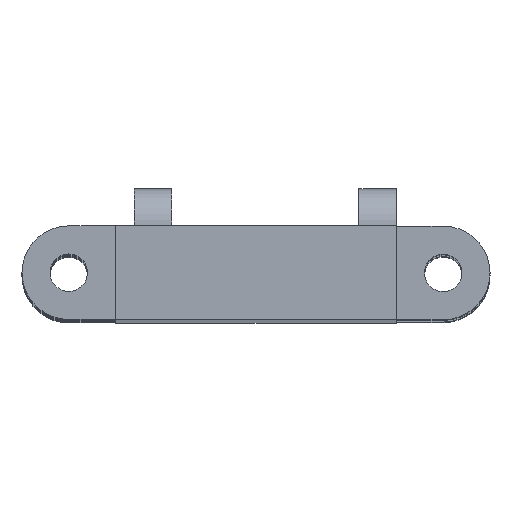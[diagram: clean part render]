
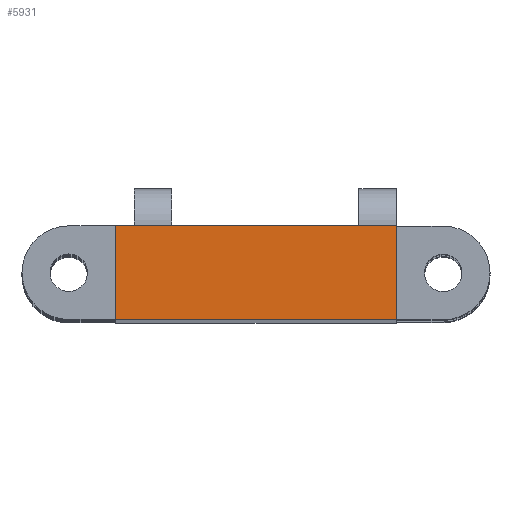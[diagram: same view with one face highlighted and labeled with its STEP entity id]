
A CAD part, top view. The second image highlights one B-rep face of the part: STEP entity #5931.
In plain terms, the highlighted planar face has unit normal (0, 0, 1).
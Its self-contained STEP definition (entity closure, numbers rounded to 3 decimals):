
#86=CARTESIAN_POINT('',(-75.,25.,0.));
#87=VERTEX_POINT('',#86);
#94=CARTESIAN_POINT('',(-75.,0.,0.));
#95=VERTEX_POINT('',#94);
#96=CARTESIAN_POINT('',(-75.,0.,0.));
#97=DIRECTION('',(0.,1.,0.));
#98=VECTOR('',#97,25.);
#99=LINE('',#96,#98);
#100=EDGE_CURVE('',#95,#87,#99,.T.);
#243=CARTESIAN_POINT('',(0.,25.,0.));
#244=VERTEX_POINT('',#243);
#245=CARTESIAN_POINT('',(-75.,25.,0.));
#246=DIRECTION('',(1.,0.,0.));
#247=VECTOR('',#246,75.);
#248=LINE('',#245,#247);
#249=EDGE_CURVE('',#87,#244,#248,.T.);
#1020=CARTESIAN_POINT('',(0.,0.,0.));
#1021=VERTEX_POINT('',#1020);
#1028=CARTESIAN_POINT('',(0.,0.,0.));
#1029=DIRECTION('',(-1.,0.,0.));
#1030=VECTOR('',#1029,75.);
#1031=LINE('',#1028,#1030);
#1032=EDGE_CURVE('',#1021,#95,#1031,.T.);
#2041=CARTESIAN_POINT('',(0.,25.,0.));
#2042=DIRECTION('',(0.,-1.,0.));
#2043=VECTOR('',#2042,25.);
#2044=LINE('',#2041,#2043);
#2045=EDGE_CURVE('',#244,#1021,#2044,.T.);
#5920=CARTESIAN_POINT('',(-37.5,12.5,0.));
#5921=DIRECTION('',(1.,0.,0.));
#5922=DIRECTION('',(0.,0.,1.));
#5923=AXIS2_PLACEMENT_3D('',#5920,#5922,#5921);
#5924=PLANE('',#5923);
#5925=ORIENTED_EDGE('',*,*,#100,.F.);
#5926=ORIENTED_EDGE('',*,*,#1032,.F.);
#5927=ORIENTED_EDGE('',*,*,#2045,.F.);
#5928=ORIENTED_EDGE('',*,*,#249,.F.);
#5929=EDGE_LOOP('',(#5925,#5926,#5927,#5928));
#5930=FACE_OUTER_BOUND('',#5929,.T.);
#5931=ADVANCED_FACE('F158',(#5930),#5924,.T.);
